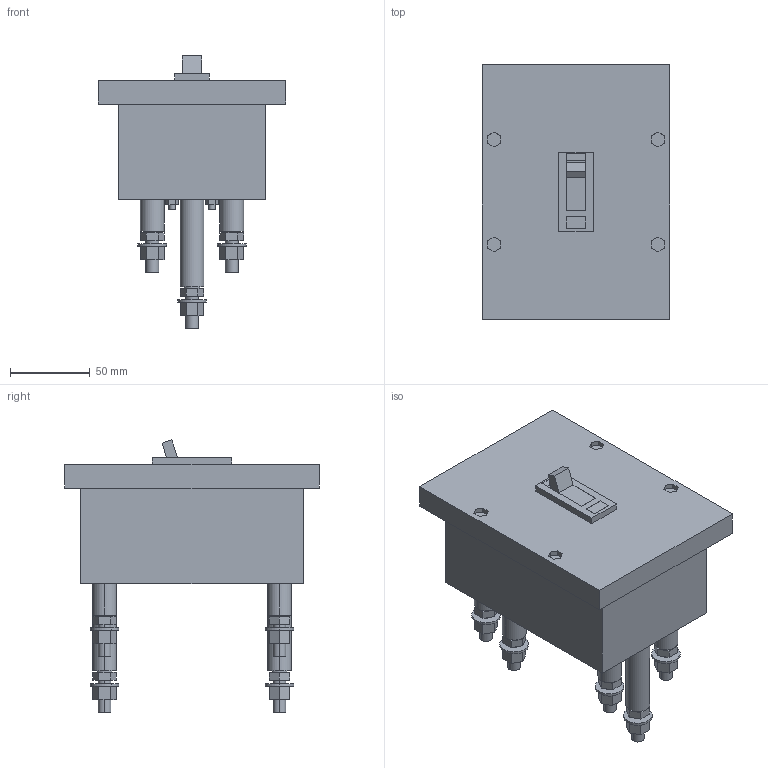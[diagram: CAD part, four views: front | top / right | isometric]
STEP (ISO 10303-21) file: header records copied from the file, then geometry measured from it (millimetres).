
FILE_DESCRIPTION(('CoCreate Modeling STEP Export'),'2;1');
FILE_NAME('Ｅ１００ＳＦ３P(６０－１００Ａ).stp','2016-03-28T11:01:41',(''),(''),'CoCreate Modeling STEP processor for AP214 (Solid Model)','CoCreate Modeling 17.0 01-Apr-2010 (C) Parametric Technology GmbH','');
FILE_SCHEMA(('AUTOMOTIVE_DESIGN { 1 0 10303 214 1 1 1 1 }'));
Length unit declared in the file: millimetre
Products named in the file (11): P5.1; P4; P6.1; P6.3; P3.2; P7.3; P4.5; P2.2; P1; P8.3; )
Assembly tree (37 placements, depth 2):
  )
    P8.3  x4
    P6.3  x2
    P4.5  x2
    P2.2  x4
    P5.1  x6
    P3.2  x4
    P7.3  x6
    P1
    P6.1  x4
    P4  x4
Bounding box: 118 x 160 x 171.24 mm (x, y, z)
Volume: 1117353.2 mm3; surface area: 117388.7 mm2
Topology: 37 solids, 37 shells, 418 faces, 932 edges, 622 vertices
Faces by surface type: plane 282, cylinder 136
Entity records: 5004 total; most frequent: ORIENTED_EDGE 786, CARTESIAN_POINT 774, DIRECTION 742, EDGE_CURVE 393, VECTOR 284, LINE 284, VERTEX_POINT 261, AXIS2_PLACEMENT_3D 229
